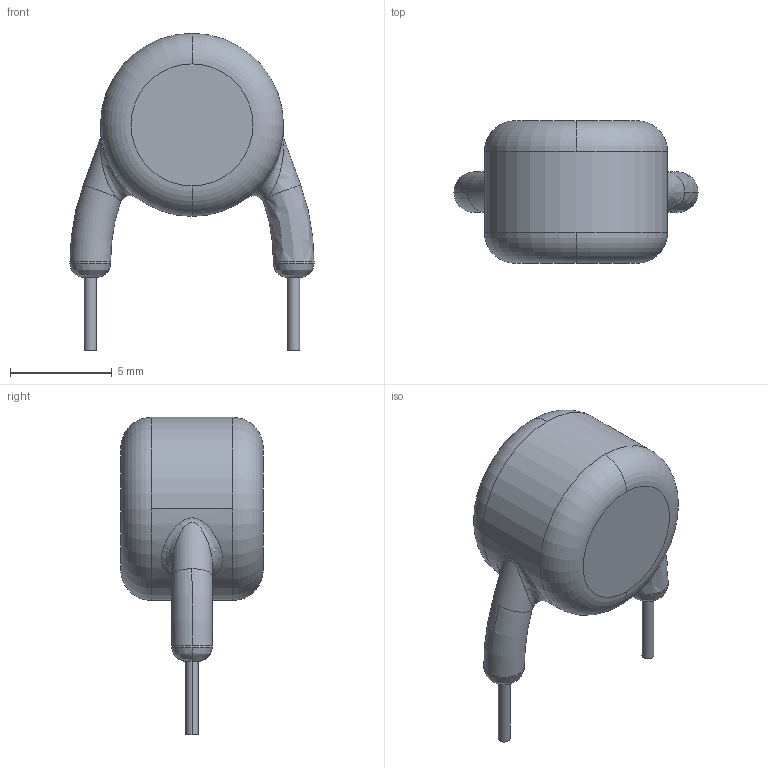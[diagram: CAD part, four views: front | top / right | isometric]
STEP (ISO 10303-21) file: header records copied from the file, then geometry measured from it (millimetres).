
FILE_DESCRIPTION((''),'2;1');
FILE_NAME('CAPRB_MURATA_DECB33J101KC4B.stp','2012-05-22T15:22:40',(''),(''),'Mechanical Desktop 2011','Mechanical Desktop 2011',', , ');
FILE_SCHEMA(('AUTOMOTIVE_DESIGN { 1 2 10303 214 1 1 1 1 }'));
Length unit declared in the file: millimetre
Products named in the file (1): Product
Bounding box: 12 x 7 x 15.6 mm (x, y, z)
Volume: 457 mm3; surface area: 363.1 mm2
Topology: 3 solids, 3 shells, 34 faces, 72 edges, 46 vertices
Faces by surface type: bspline 12, cylinder 9, plane 7, torus 6
Entity records: 2111 total; most frequent: CARTESIAN_POINT 1339, DIRECTION 160, ORIENTED_EDGE 144, AXIS2_PLACEMENT_3D 75, EDGE_CURVE 72, CIRCLE 52, VERTEX_POINT 46, EDGE_LOOP 36
